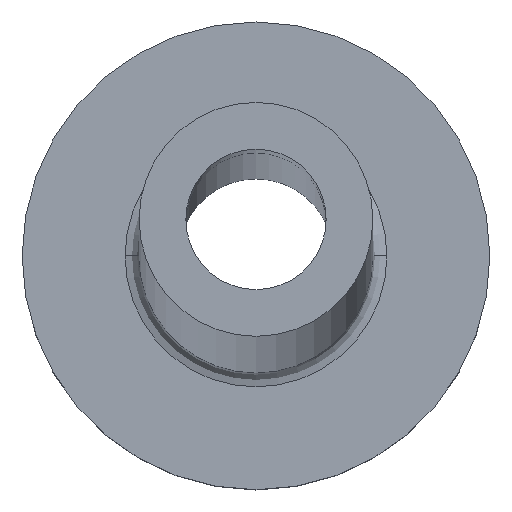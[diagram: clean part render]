
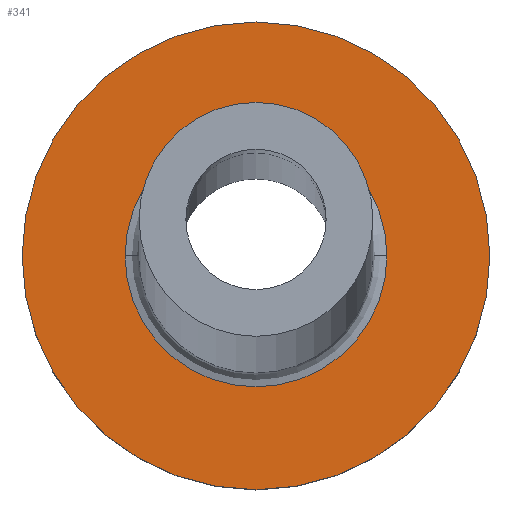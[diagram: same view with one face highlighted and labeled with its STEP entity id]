
A CAD part, top view. The second image highlights one B-rep face of the part: STEP entity #341.
In plain terms, the highlighted planar face has unit normal (0, 0, 1).
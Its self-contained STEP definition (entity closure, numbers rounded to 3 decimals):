
#5 = CIRCLE ( 'NONE', #343, 5. ) ;
#7 = EDGE_LOOP ( 'NONE', ( #69, #141 ) ) ;
#9 = CARTESIAN_POINT ( 'NONE',  ( -5., 0., 3. ) ) ;
#10 = AXIS2_PLACEMENT_3D ( 'NONE', #296, #160, #212 ) ;
#32 = CIRCLE ( 'NONE', #124, 5. ) ;
#48 = EDGE_CURVE ( 'NONE', #203, #454, #277, .T. ) ;
#50 = FACE_OUTER_BOUND ( 'NONE', #393, .T. ) ;
#69 = ORIENTED_EDGE ( 'NONE', *, *, #48, .T. ) ;
#70 = CARTESIAN_POINT ( 'NONE',  ( 5., 0., 3. ) ) ;
#71 = AXIS2_PLACEMENT_3D ( 'NONE', #376, #406, #442 ) ;
#88 = PLANE ( 'NONE',  #71 ) ;
#104 = CARTESIAN_POINT ( 'NONE',  ( 0., 0., 3. ) ) ;
#110 = DIRECTION ( 'NONE',  ( 1., 0., 0. ) ) ;
#124 = AXIS2_PLACEMENT_3D ( 'NONE', #399, #185, #461 ) ;
#126 = VERTEX_POINT ( 'NONE', #9 ) ;
#134 = ORIENTED_EDGE ( 'NONE', *, *, #419, .T. ) ;
#141 = ORIENTED_EDGE ( 'NONE', *, *, #224, .T. ) ;
#146 = DIRECTION ( 'NONE',  ( 0., 0., 1. ) ) ;
#153 = AXIS2_PLACEMENT_3D ( 'NONE', #104, #358, #110 ) ;
#160 = DIRECTION ( 'NONE',  ( 0., 0., -1. ) ) ;
#185 = DIRECTION ( 'NONE',  ( 0., 0., 1. ) ) ;
#187 = CARTESIAN_POINT ( 'NONE',  ( 2.8, 0., 3. ) ) ;
#203 = VERTEX_POINT ( 'NONE', #187 ) ;
#212 = DIRECTION ( 'NONE',  ( 1., 0., 0. ) ) ;
#224 = EDGE_CURVE ( 'NONE', #454, #203, #371, .T. ) ;
#259 = EDGE_CURVE ( 'NONE', #126, #417, #5, .T. ) ;
#277 = CIRCLE ( 'NONE', #153, 2.8 ) ;
#279 = ORIENTED_EDGE ( 'NONE', *, *, #259, .T. ) ;
#290 = DIRECTION ( 'NONE',  ( 1., 0., 0. ) ) ;
#296 = CARTESIAN_POINT ( 'NONE',  ( 0., 0., 3. ) ) ;
#324 = CARTESIAN_POINT ( 'NONE',  ( -2.8, 0., 3. ) ) ;
#341 = ADVANCED_FACE ( 'NONE', ( #440, #50 ), #88, .T. ) ;
#343 = AXIS2_PLACEMENT_3D ( 'NONE', #392, #146, #290 ) ;
#358 = DIRECTION ( 'NONE',  ( 0., 0., -1. ) ) ;
#371 = CIRCLE ( 'NONE', #10, 2.8 ) ;
#376 = CARTESIAN_POINT ( 'NONE',  ( 0., 0., 3. ) ) ;
#392 = CARTESIAN_POINT ( 'NONE',  ( 0., 0., 3. ) ) ;
#393 = EDGE_LOOP ( 'NONE', ( #279, #134 ) ) ;
#399 = CARTESIAN_POINT ( 'NONE',  ( 0., 0., 3. ) ) ;
#406 = DIRECTION ( 'NONE',  ( 0., 0., 1. ) ) ;
#417 = VERTEX_POINT ( 'NONE', #70 ) ;
#419 = EDGE_CURVE ( 'NONE', #417, #126, #32, .T. ) ;
#440 = FACE_BOUND ( 'NONE', #7, .T. ) ;
#442 = DIRECTION ( 'NONE',  ( 1., 0., 0. ) ) ;
#454 = VERTEX_POINT ( 'NONE', #324 ) ;
#461 = DIRECTION ( 'NONE',  ( 1., 0., 0. ) ) ;
